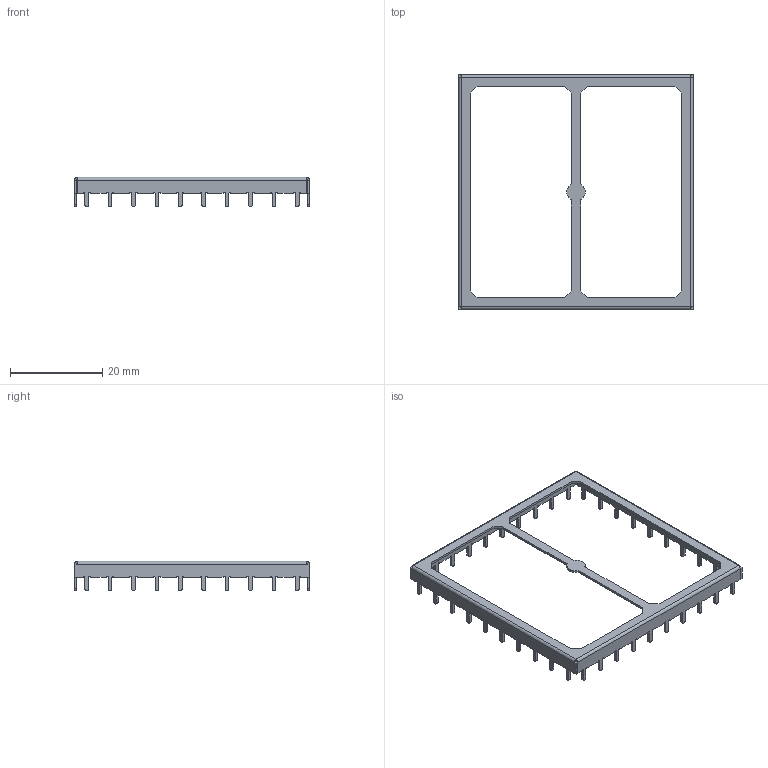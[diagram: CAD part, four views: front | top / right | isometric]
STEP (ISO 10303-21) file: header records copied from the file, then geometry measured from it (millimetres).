
FILE_DESCRIPTION(/* description */ ('Unknown'),/* implementation_level */ '2;1');
FILE_NAME(/* name */ 'H_Wurth_WE-SHC-THT-FRAME_36503505',/* time_stamp */ '2025-07-03T17:37:49+08:00',/* author */ ('Unknown'),/* organization */ ('Unknown'),/* preprocessor_version */ 'ST-DEVELOPER v19.4',/* originating_system */ 'Solid Edge',/* authorisation */ 'Unknown');
FILE_SCHEMA (('AUTOMOTIVE_DESIGN {1 0 10303 214 3 1 1}'));
Length unit declared in the file: millimetre
Products named in the file (2): H_Wurth_WE-SHC-THT-FRAME_36503505
Assembly tree (1 placements, depth 2):
  H_Wurth_WE-SHC-THT-FRAME_36503505
    H_Wurth_WE-SHC-THT-FRAME_36503505
Bounding box: 51 x 51 x 6.4 mm (x, y, z)
Volume: 624.5 mm3; surface area: 2864.2 mm2
Topology: 1 solids, 1 shells, 378 faces, 1104 edges, 728 vertices
Faces by surface type: cylinder 210, plane 168
Entity records: 15333 total; most frequent: DIRECTION 2284, CARTESIAN_POINT 2212, ORIENTED_EDGE 2208, EDGE_CURVE 1104, AXIS2_PLACEMENT_3D 800, VERTEX_POINT 728, LINE 684, VECTOR 684
